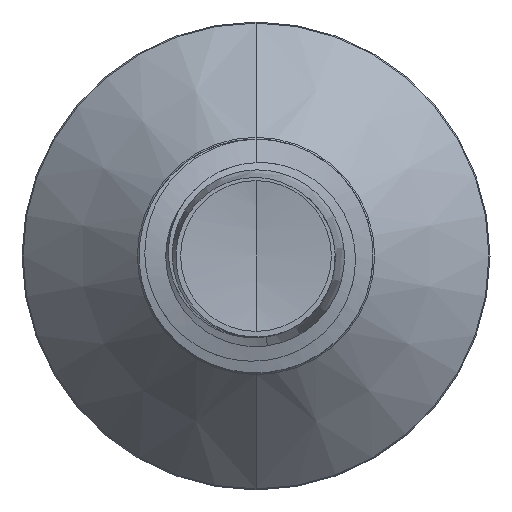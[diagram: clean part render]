
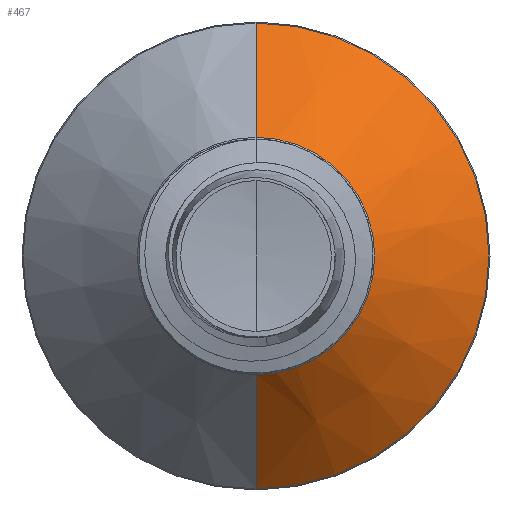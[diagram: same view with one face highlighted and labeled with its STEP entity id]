
A CAD part, front view. The second image highlights one B-rep face of the part: STEP entity #467.
In plain terms, the highlighted conical face has half-angle 45 degrees and reference radius 1.522 mm.
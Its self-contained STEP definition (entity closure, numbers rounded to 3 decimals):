
#159 = EDGE_CURVE ( 'NONE', #2726, #9487, #8211, .T. ) ;
#230 = VERTEX_POINT ( 'NONE', #2683 ) ;
#283 = AXIS2_PLACEMENT_3D ( 'NONE', #6879, #12174, #7758 ) ;
#467 = ADVANCED_FACE ( 'NONE', ( #6557 ), #6357, .T. ) ;
#1208 = CARTESIAN_POINT ( 'NONE',  ( 0., 3.472, 0. ) ) ;
#1273 = EDGE_CURVE ( 'NONE', #9487, #230, #3651, .T. ) ;
#1948 = CARTESIAN_POINT ( 'NONE',  ( 0., 3.472, 0. ) ) ;
#2680 = EDGE_CURVE ( 'NONE', #2726, #10840, #8311, .T. ) ;
#2683 = CARTESIAN_POINT ( 'NONE',  ( 0., 4.937, -2.987 ) ) ;
#2726 = VERTEX_POINT ( 'NONE', #7789 ) ;
#3480 = DIRECTION ( 'NONE',  ( 0., 1., 0. ) ) ;
#3532 = ORIENTED_EDGE ( 'NONE', *, *, #159, .T. ) ;
#3589 = ORIENTED_EDGE ( 'NONE', *, *, #1273, .T. ) ;
#3651 = LINE ( 'NONE', #11951, #4048 ) ;
#3660 = ORIENTED_EDGE ( 'NONE', *, *, #6333, .F. ) ;
#3765 = ORIENTED_EDGE ( 'NONE', *, *, #2680, .F. ) ;
#4048 = VECTOR ( 'NONE', #11941, 1000. ) ;
#4693 = DIRECTION ( 'NONE',  ( 0., 1., 0. ) ) ;
#4791 = DIRECTION ( 'NONE',  ( 0., 0., 1. ) ) ;
#5037 = DIRECTION ( 'NONE',  ( 0., 0., 1. ) ) ;
#5707 = CIRCLE ( 'NONE', #283, 2.987 ) ;
#5889 = AXIS2_PLACEMENT_3D ( 'NONE', #1948, #4693, #4791 ) ;
#6333 = EDGE_CURVE ( 'NONE', #10840, #230, #5707, .T. ) ;
#6357 = CONICAL_SURFACE ( 'NONE', #12239, 1.522, 0.785 ) ;
#6557 = FACE_OUTER_BOUND ( 'NONE', #8406, .T. ) ;
#6879 = CARTESIAN_POINT ( 'NONE',  ( 0., 4.937, 0. ) ) ;
#7758 = DIRECTION ( 'NONE',  ( 0., 0., 1. ) ) ;
#7789 = CARTESIAN_POINT ( 'NONE',  ( 0., 3.472, 1.522 ) ) ;
#8025 = CARTESIAN_POINT ( 'NONE',  ( 0., 3.472, 1.522 ) ) ;
#8082 = DIRECTION ( 'NONE',  ( 0., 0.707, 0.707 ) ) ;
#8211 = CIRCLE ( 'NONE', #5889, 1.522 ) ;
#8311 = LINE ( 'NONE', #8025, #12610 ) ;
#8406 = EDGE_LOOP ( 'NONE', ( #3532, #3589, #3660, #3765 ) ) ;
#9487 = VERTEX_POINT ( 'NONE', #12024 ) ;
#10840 = VERTEX_POINT ( 'NONE', #11733 ) ;
#11733 = CARTESIAN_POINT ( 'NONE',  ( 0., 4.937, 2.987 ) ) ;
#11941 = DIRECTION ( 'NONE',  ( 0., 0.707, -0.707 ) ) ;
#11951 = CARTESIAN_POINT ( 'NONE',  ( 0., 3.472, -1.522 ) ) ;
#12024 = CARTESIAN_POINT ( 'NONE',  ( 0., 3.472, -1.522 ) ) ;
#12174 = DIRECTION ( 'NONE',  ( 0., 1., 0. ) ) ;
#12239 = AXIS2_PLACEMENT_3D ( 'NONE', #1208, #3480, #5037 ) ;
#12610 = VECTOR ( 'NONE', #8082, 1000. ) ;
